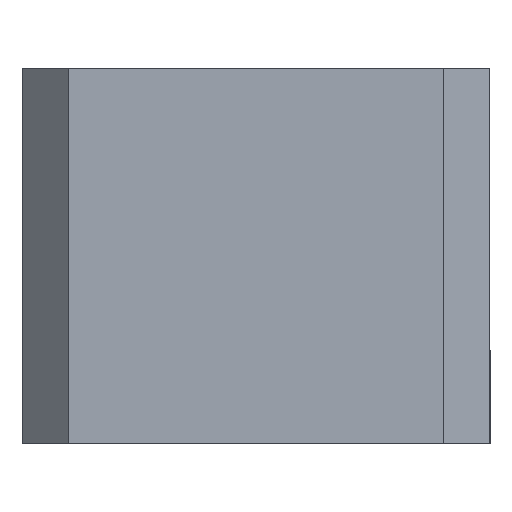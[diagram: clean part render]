
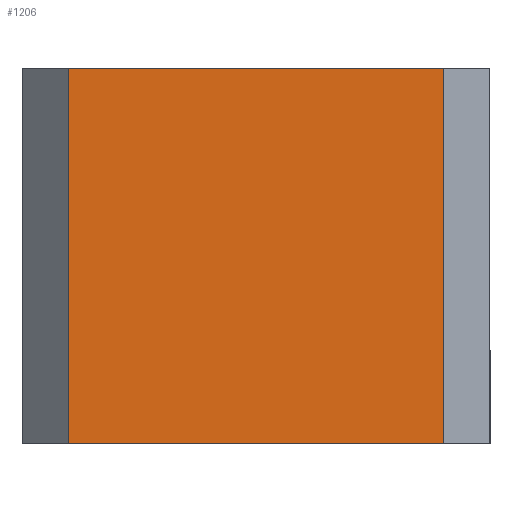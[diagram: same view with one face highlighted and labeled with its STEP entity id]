
A CAD part, left-side view. The second image highlights one B-rep face of the part: STEP entity #1206.
In plain terms, the highlighted planar face has unit normal (-1, 0, 0).
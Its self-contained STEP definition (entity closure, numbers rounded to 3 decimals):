
#62 = CARTESIAN_POINT ( 'NONE',  ( -15., -12., 24. ) ) ;
#68 = EDGE_CURVE ( 'NONE', #879, #488, #1356, .T. ) ;
#121 = ORIENTED_EDGE ( 'NONE', *, *, #1097, .T. ) ;
#125 = EDGE_CURVE ( 'NONE', #354, #488, #1456, .T. ) ;
#173 = CARTESIAN_POINT ( 'NONE',  ( -15., -15., 24. ) ) ;
#175 = CARTESIAN_POINT ( 'NONE',  ( -15., -15., 0. ) ) ;
#251 = VECTOR ( 'NONE', #1317, 1000. ) ;
#310 = LINE ( 'NONE', #175, #251 ) ;
#354 = VERTEX_POINT ( 'NONE', #1070 ) ;
#360 = CARTESIAN_POINT ( 'NONE',  ( -15., -12., 24. ) ) ;
#437 = AXIS2_PLACEMENT_3D ( 'NONE', #508, #1307, #622 ) ;
#447 = CARTESIAN_POINT ( 'NONE',  ( -15., 12., 0. ) ) ;
#488 = VERTEX_POINT ( 'NONE', #62 ) ;
#508 = CARTESIAN_POINT ( 'NONE',  ( -15., -15., 24. ) ) ;
#549 = ORIENTED_EDGE ( 'NONE', *, *, #1244, .T. ) ;
#622 = DIRECTION ( 'NONE',  ( 0., 0., -1. ) ) ;
#774 = LINE ( 'NONE', #1489, #1384 ) ;
#800 = DIRECTION ( 'NONE',  ( 0., 0., -1. ) ) ;
#842 = VECTOR ( 'NONE', #1176, 1000. ) ;
#879 = VERTEX_POINT ( 'NONE', #1409 ) ;
#892 = FACE_OUTER_BOUND ( 'NONE', #898, .T. ) ;
#898 = EDGE_LOOP ( 'NONE', ( #1130, #121, #549, #1402 ) ) ;
#956 = PLANE ( 'NONE',  #437 ) ;
#1068 = VECTOR ( 'NONE', #1200, 1000. ) ;
#1070 = CARTESIAN_POINT ( 'NONE',  ( -15., 12., 24. ) ) ;
#1097 = EDGE_CURVE ( 'NONE', #354, #1444, #774, .T. ) ;
#1130 = ORIENTED_EDGE ( 'NONE', *, *, #125, .F. ) ;
#1176 = DIRECTION ( 'NONE',  ( 0., 0., 1. ) ) ;
#1200 = DIRECTION ( 'NONE',  ( 0., -1., 0. ) ) ;
#1206 = ADVANCED_FACE ( 'NONE', ( #892 ), #956, .F. ) ;
#1244 = EDGE_CURVE ( 'NONE', #1444, #879, #310, .T. ) ;
#1307 = DIRECTION ( 'NONE',  ( 1., 0., 0. ) ) ;
#1317 = DIRECTION ( 'NONE',  ( 0., -1., 0. ) ) ;
#1356 = LINE ( 'NONE', #360, #842 ) ;
#1384 = VECTOR ( 'NONE', #800, 1000. ) ;
#1402 = ORIENTED_EDGE ( 'NONE', *, *, #68, .T. ) ;
#1409 = CARTESIAN_POINT ( 'NONE',  ( -15., -12., 0. ) ) ;
#1444 = VERTEX_POINT ( 'NONE', #447 ) ;
#1456 = LINE ( 'NONE', #173, #1068 ) ;
#1489 = CARTESIAN_POINT ( 'NONE',  ( -15., 12., 24. ) ) ;
